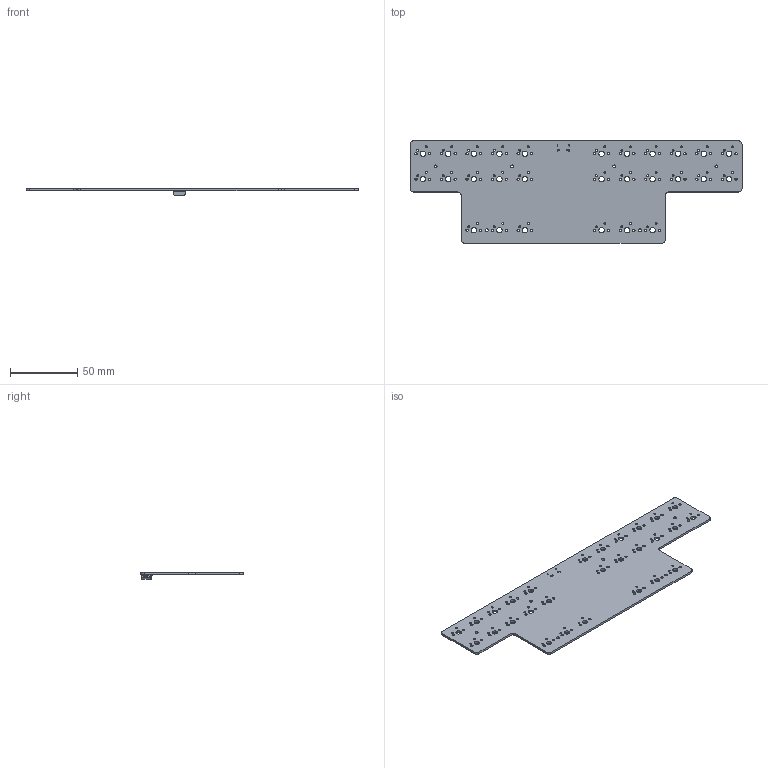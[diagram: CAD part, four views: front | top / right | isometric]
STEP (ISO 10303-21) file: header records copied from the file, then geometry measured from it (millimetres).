
FILE_DESCRIPTION(('KiCad electronic assembly'),'2;1');
FILE_NAME('pcb.step','2021-07-24T22:59:25',('Pcbnew'),('Kicad'), 'Open CASCADE STEP processor 7.5','KiCad to STEP converter','Unknown' );
FILE_SCHEMA(('AUTOMOTIVE_DESIGN { 1 0 10303 214 1 1 1 1 }'));
Length unit declared in the file: millimetre
Products named in the file (4): pcb 1; HRO  TYPE-C-31-M-12; SOLID; COMPOUND
Assembly tree (3 placements, depth 3):
  pcb 1
    HRO  TYPE-C-31-M-12
      SOLID
    COMPOUND
Bounding box: 247.65 x 76.2 x 4.86 mm (x, y, z)
Volume: 23507.8 mm3; surface area: 32290.9 mm2
Topology: 2 solids, 2 shells, 318 faces, 910 edges, 600 vertices
Faces by surface type: cylinder 164, bspline 136, plane 18
Full cylindrical faces by diameter (mm): 0.65 x2, 1.47 x56, 1.75 x56, 2.2 x6, 3.988 x28
Entity records: 22196 total; most frequent: CARTESIAN_POINT 5642, DIRECTION 2320, ORIENTED_EDGE 1820, PCURVE 1820, DEFINITIONAL_REPRESENTATION 1820, B_SPLINE_CURVE_WITH_KNOTS 984, LINE 964, VECTOR 964
